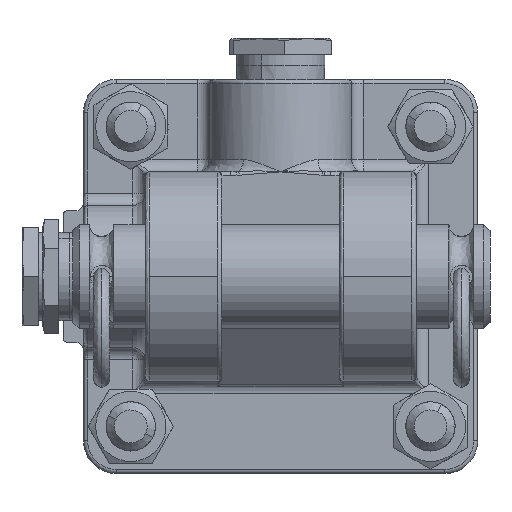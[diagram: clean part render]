
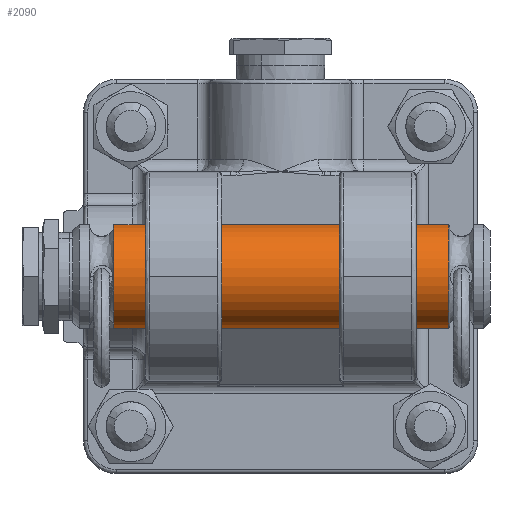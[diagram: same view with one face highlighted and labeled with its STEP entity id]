
A CAD part, left-side view. The second image highlights one B-rep face of the part: STEP entity #2090.
In plain terms, the highlighted cylindrical face has radius 12.65 mm (diameter 25.3 mm), a partial arc.
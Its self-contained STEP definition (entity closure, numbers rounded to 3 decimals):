
#527 = CIRCLE ( 'NONE', #6325, 12.65 ) ;
#1154 = EDGE_CURVE ( 'NONE', #37158, #20695, #14855, .T. ) ;
#2016 = CARTESIAN_POINT ( 'NONE',  ( 10., 0., 0. ) ) ;
#2090 = ADVANCED_FACE ( 'NONE', ( #19343 ), #36878, .T. ) ;
#2281 = VERTEX_POINT ( 'NONE', #38934 ) ;
#4864 = CIRCLE ( 'NONE', #22957, 12.65 ) ;
#6325 = AXIS2_PLACEMENT_3D ( 'NONE', #7341, #20302, #26781 ) ;
#6410 = CIRCLE ( 'NONE', #24464, 12.65 ) ;
#6535 = CARTESIAN_POINT ( 'NONE',  ( 10., 0., 0. ) ) ;
#7144 = DIRECTION ( 'NONE',  ( -1., 0., 0. ) ) ;
#7341 = CARTESIAN_POINT ( 'NONE',  ( 91.6, 0., 0. ) ) ;
#7441 = DIRECTION ( 'NONE',  ( 0., 0., -1. ) ) ;
#8480 = EDGE_CURVE ( 'NONE', #32671, #33652, #11710, .T. ) ;
#9315 = EDGE_CURVE ( 'NONE', #32671, #2281, #6410, .T. ) ;
#10488 = DIRECTION ( 'NONE',  ( 1., 0., 0. ) ) ;
#11710 = LINE ( 'NONE', #34354, #12254 ) ;
#11908 = AXIS2_PLACEMENT_3D ( 'NONE', #16680, #7144, #7441 ) ;
#12254 = VECTOR ( 'NONE', #24463, 1000. ) ;
#13666 = CARTESIAN_POINT ( 'NONE',  ( 10., 0., -12.65 ) ) ;
#14098 = ORIENTED_EDGE ( 'NONE', *, *, #20647, .T. ) ;
#14855 = CIRCLE ( 'NONE', #11908, 12.65 ) ;
#16052 = CARTESIAN_POINT ( 'NONE',  ( 10., 0., 12.65 ) ) ;
#16168 = CARTESIAN_POINT ( 'NONE',  ( 91.6, 0., -12.65 ) ) ;
#16680 = CARTESIAN_POINT ( 'NONE',  ( 91.6, 0., 0. ) ) ;
#16701 = DIRECTION ( 'NONE',  ( 0., 0., -1. ) ) ;
#19099 = CARTESIAN_POINT ( 'NONE',  ( 10., 0., -12.65 ) ) ;
#19343 = FACE_OUTER_BOUND ( 'NONE', #29521, .T. ) ;
#19522 = DIRECTION ( 'NONE',  ( 1., 0., 0. ) ) ;
#19644 = DIRECTION ( 'NONE',  ( 0., 0., -1. ) ) ;
#19700 = VERTEX_POINT ( 'NONE', #13666 ) ;
#20302 = DIRECTION ( 'NONE',  ( -1., 0., 0. ) ) ;
#20647 = EDGE_CURVE ( 'NONE', #19700, #37158, #33617, .T. ) ;
#20695 = VERTEX_POINT ( 'NONE', #26426 ) ;
#22839 = ORIENTED_EDGE ( 'NONE', *, *, #28553, .T. ) ;
#22957 = AXIS2_PLACEMENT_3D ( 'NONE', #36758, #10488, #16701 ) ;
#22998 = AXIS2_PLACEMENT_3D ( 'NONE', #2016, #41420, #27961 ) ;
#24463 = DIRECTION ( 'NONE',  ( 1., 0., 0. ) ) ;
#24464 = AXIS2_PLACEMENT_3D ( 'NONE', #6535, #26402, #19644 ) ;
#24689 = EDGE_CURVE ( 'NONE', #2281, #19700, #4864, .T. ) ;
#24780 = VECTOR ( 'NONE', #19522, 1000. ) ;
#26402 = DIRECTION ( 'NONE',  ( 1., 0., 0. ) ) ;
#26426 = CARTESIAN_POINT ( 'NONE',  ( 91.6, -12.65, 0. ) ) ;
#26781 = DIRECTION ( 'NONE',  ( 0., 0., -1. ) ) ;
#27961 = DIRECTION ( 'NONE',  ( 0., 0., -1. ) ) ;
#28553 = EDGE_CURVE ( 'NONE', #20695, #33652, #527, .T. ) ;
#29419 = ORIENTED_EDGE ( 'NONE', *, *, #8480, .F. ) ;
#29521 = EDGE_LOOP ( 'NONE', ( #29419, #34593, #33139, #14098, #30562, #22839 ) ) ;
#30562 = ORIENTED_EDGE ( 'NONE', *, *, #1154, .T. ) ;
#31658 = CARTESIAN_POINT ( 'NONE',  ( 91.6, 0., 12.65 ) ) ;
#32671 = VERTEX_POINT ( 'NONE', #16052 ) ;
#33139 = ORIENTED_EDGE ( 'NONE', *, *, #24689, .T. ) ;
#33617 = LINE ( 'NONE', #19099, #24780 ) ;
#33652 = VERTEX_POINT ( 'NONE', #31658 ) ;
#34354 = CARTESIAN_POINT ( 'NONE',  ( 10., 0., 12.65 ) ) ;
#34593 = ORIENTED_EDGE ( 'NONE', *, *, #9315, .T. ) ;
#36758 = CARTESIAN_POINT ( 'NONE',  ( 10., 0., 0. ) ) ;
#36878 = CYLINDRICAL_SURFACE ( 'NONE', #22998, 12.65 ) ;
#37158 = VERTEX_POINT ( 'NONE', #16168 ) ;
#38934 = CARTESIAN_POINT ( 'NONE',  ( 10., -12.65, 0. ) ) ;
#41420 = DIRECTION ( 'NONE',  ( 1., 0., 0. ) ) ;
